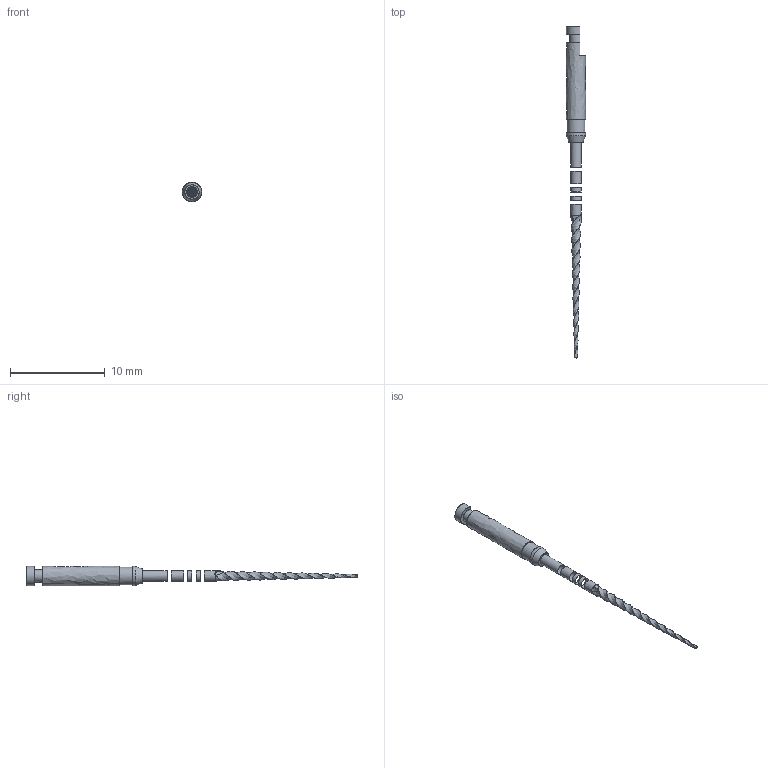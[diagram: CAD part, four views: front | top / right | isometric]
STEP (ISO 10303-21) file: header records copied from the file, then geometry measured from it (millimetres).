
FILE_DESCRIPTION(('FreeCAD Model'),'2;1');
FILE_NAME('Open CASCADE Shape Model','2025-04-29T04:55:25',('FreeCAD'),( 'FreeCAD'),'Open CASCADE STEP processor 7.6','FreeCAD','Unknown');
FILE_SCHEMA(('AUTOMOTIVE_DESIGN { 1 0 10303 214 1 1 1 1 }'));
Length unit declared in the file: millimetre
Products named in the file (1): Open CASCADE STEP translator 7.6 1
Bounding box: 2.02 x 35.05 x 2.02 mm (x, y, z)
Surface area: 131.9 mm2 (no closed solid volume)
Topology: 0 solids, 37 shells, 37 faces, 1733 edges, 1716 vertices
Faces by surface type: bspline 37
Entity records: 21610 total; most frequent: CARTESIAN_POINT 14497, ORIENTED_EDGE 1742, EDGE_CURVE 1733, VERTEX_POINT 1716, B_SPLINE_CURVE_WITH_KNOTS 1704, FACE_BOUND 40, EDGE_LOOP 40, SHELL_BASED_SURFACE_MODEL 37
